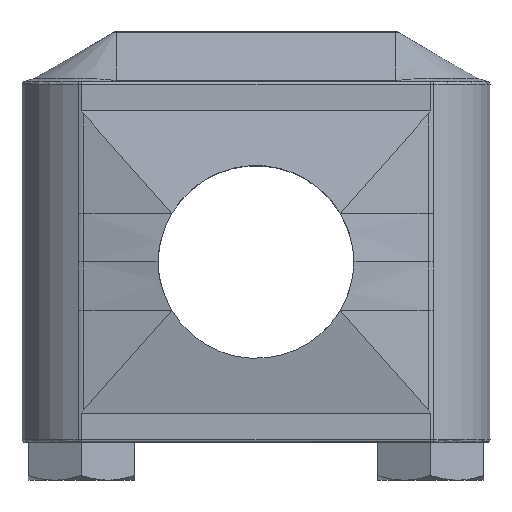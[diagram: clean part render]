
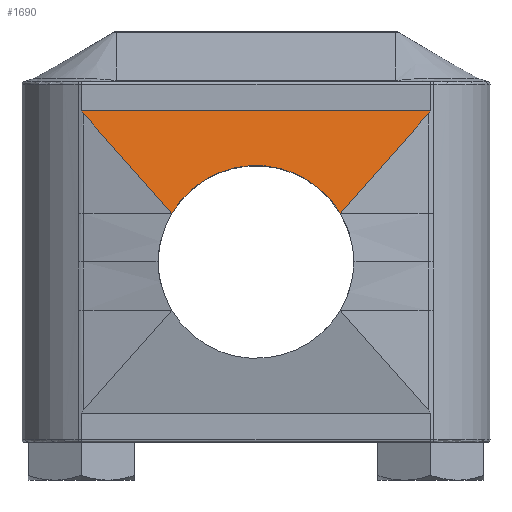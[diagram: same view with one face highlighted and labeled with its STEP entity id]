
A CAD part, top view. The second image highlights one B-rep face of the part: STEP entity #1690.
In plain terms, the highlighted planar face has unit normal (0, 0.175, 0.985).
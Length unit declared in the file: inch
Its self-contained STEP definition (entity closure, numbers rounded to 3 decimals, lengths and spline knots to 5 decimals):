
#54 = CARTESIAN_POINT ( 'NONE',  ( 0.50764, 1.00407, 0.41765 ) ) ;
#58 = DIRECTION ( 'NONE',  ( 0., -0.985, 0.175 ) ) ;
#81 = CARTESIAN_POINT ( 'NONE',  ( -0.70862, 1.23129, 0.37727 ) ) ;
#105 = CARTESIAN_POINT ( 'NONE',  ( -0.71168, 1.23476, 0.37666 ) ) ;
#131 = FACE_OUTER_BOUND ( 'NONE', #3982, .T. ) ;
#150 = CARTESIAN_POINT ( 'NONE',  ( 0.17131, 1.1164, 0.39769 ) ) ;
#165 = EDGE_CURVE ( 'NONE', #1964, #3484, #3473, .T. ) ;
#177 = CARTESIAN_POINT ( 'NONE',  ( 0.34666, 0.82205, 0.45 ) ) ;
#197 = VERTEX_POINT ( 'NONE', #177 ) ;
#268 = VERTEX_POINT ( 'NONE', #753 ) ;
#316 = AXIS2_PLACEMENT_3D ( 'NONE', #685, #2937, #58 ) ;
#373 = ORIENTED_EDGE ( 'NONE', *, *, #165, .F. ) ;
#444 = DIRECTION ( 'NONE',  ( -1., 0., 0. ) ) ;
#501 = CARTESIAN_POINT ( 'NONE',  ( 0.34666, 0.82205, 0.45 ) ) ;
#618 = CARTESIAN_POINT ( 'NONE',  ( 0.70862, 1.23129, 0.37727 ) ) ;
#685 = CARTESIAN_POINT ( 'NONE',  ( 0.71994, 0.82205, 0.45 ) ) ;
#701 = ORIENTED_EDGE ( 'NONE', *, *, #1895, .T. ) ;
#753 = CARTESIAN_POINT ( 'NONE',  ( -0.34666, 0.82205, 0.45 ) ) ;
#769 = ORIENTED_EDGE ( 'NONE', *, *, #2285, .T. ) ;
#839 = ORIENTED_EDGE ( 'NONE', *, *, #2533, .T. ) ;
#939 = CARTESIAN_POINT ( 'NONE',  ( 0.11334, 0.30196, 0.54242 ) ) ;
#1029 = CARTESIAN_POINT ( 'NONE',  ( -0.71472, 1.23903, 0.3759 ) ) ;
#1097 = VECTOR ( 'NONE', #1588, 39.37008 ) ;
#1225 = CARTESIAN_POINT ( 'NONE',  ( 0.71771, 1.24409, 0.375 ) ) ;
#1350 = VERTEX_POINT ( 'NONE', #3867 ) ;
#1416 = VERTEX_POINT ( 'NONE', #2575 ) ;
#1578 =( BOUNDED_CURVE ( )  B_SPLINE_CURVE ( 3, ( #1225, #3123, #2907, #618 ),
 .UNSPECIFIED., .F., .T. ) 
 B_SPLINE_CURVE_WITH_KNOTS ( ( 4, 4 ),
 ( 2.84955, 2.94331 ),
 .UNSPECIFIED. ) 
 CURVE ( )  GEOMETRIC_REPRESENTATION_ITEM ( )  RATIONAL_B_SPLINE_CURVE ( ( 1., 0.999, 0.999, 1. ) ) 
 REPRESENTATION_ITEM ( '' )  );
#1588 = DIRECTION ( 'NONE',  ( 0.657, -0.743, 0.132 ) ) ;
#1661 = ORIENTED_EDGE ( 'NONE', *, *, #2466, .F. ) ;
#1690 = ADVANCED_FACE ( 'NONE', ( #131 ), #2617, .F. ) ;
#1814 = VECTOR ( 'NONE', #3839, 39.37008 ) ;
#1895 = EDGE_CURVE ( 'NONE', #268, #197, #3206, .T. ) ;
#1964 = VERTEX_POINT ( 'NONE', #4073 ) ;
#2044 = ORIENTED_EDGE ( 'NONE', *, *, #2141, .F. ) ;
#2141 = EDGE_CURVE ( 'NONE', #1350, #197, #3220, .T. ) ;
#2275 = CARTESIAN_POINT ( 'NONE',  ( -0.71771, 1.24409, 0.375 ) ) ;
#2285 = EDGE_CURVE ( 'NONE', #1416, #3484, #3568, .T. ) ;
#2367 = VECTOR ( 'NONE', #444, 39.37008 ) ;
#2466 = EDGE_CURVE ( 'NONE', #1416, #1350, #1578, .T. ) ;
#2533 = EDGE_CURVE ( 'NONE', #1964, #268, #2831, .T. ) ;
#2575 = CARTESIAN_POINT ( 'NONE',  ( 0.71771, 1.24409, 0.375 ) ) ;
#2617 = PLANE ( 'NONE',  #316 ) ;
#2831 = LINE ( 'NONE', #939, #1097 ) ;
#2907 = CARTESIAN_POINT ( 'NONE',  ( 0.71168, 1.23476, 0.37666 ) ) ;
#2937 = DIRECTION ( 'NONE',  ( 0., -0.175, -0.985 ) ) ;
#3123 = CARTESIAN_POINT ( 'NONE',  ( 0.71472, 1.23903, 0.3759 ) ) ;
#3206 =( BOUNDED_CURVE ( )  B_SPLINE_CURVE ( 3, ( #3393, #3422, #150, #501 ),
 .UNSPECIFIED., .F., .T. ) 
 B_SPLINE_CURVE_WITH_KNOTS ( ( 4, 4 ),
 ( 5.24964, 7.31674 ),
 .UNSPECIFIED. ) 
 CURVE ( )  GEOMETRIC_REPRESENTATION_ITEM ( )  RATIONAL_B_SPLINE_CURVE ( ( 1., 0.675, 0.675, 1. ) ) 
 REPRESENTATION_ITEM ( '' )  );
#3220 = LINE ( 'NONE', #54, #1814 ) ;
#3393 = CARTESIAN_POINT ( 'NONE',  ( -0.34666, 0.82205, 0.45 ) ) ;
#3422 = CARTESIAN_POINT ( 'NONE',  ( -0.17131, 1.1164, 0.39769 ) ) ;
#3473 =( BOUNDED_CURVE ( )  B_SPLINE_CURVE ( 3, ( #81, #105, #1029, #3638 ),
 .UNSPECIFIED., .F., .F. ) 
 B_SPLINE_CURVE_WITH_KNOTS ( ( 4, 4 ),
 ( 3.33987, 3.43363 ),
 .UNSPECIFIED. ) 
 CURVE ( )  GEOMETRIC_REPRESENTATION_ITEM ( )  RATIONAL_B_SPLINE_CURVE ( ( 1., 0.999, 0.999, 1. ) ) 
 REPRESENTATION_ITEM ( '' )  );
#3484 = VERTEX_POINT ( 'NONE', #2275 ) ;
#3568 = LINE ( 'NONE', #3993, #2367 ) ;
#3638 = CARTESIAN_POINT ( 'NONE',  ( -0.71771, 1.24409, 0.375 ) ) ;
#3839 = DIRECTION ( 'NONE',  ( -0.657, -0.743, 0.132 ) ) ;
#3867 = CARTESIAN_POINT ( 'NONE',  ( 0.70862, 1.23129, 0.37727 ) ) ;
#3982 = EDGE_LOOP ( 'NONE', ( #839, #701, #2044, #1661, #769, #373 ) ) ;
#3993 = CARTESIAN_POINT ( 'NONE',  ( 0., 1.24409, 0.375 ) ) ;
#4073 = CARTESIAN_POINT ( 'NONE',  ( -0.70862, 1.23129, 0.37727 ) ) ;
